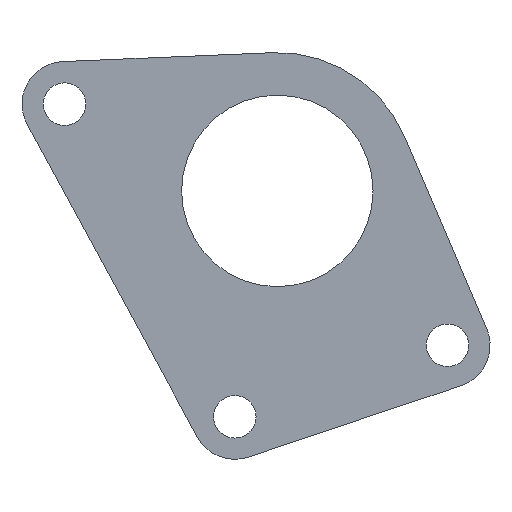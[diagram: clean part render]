
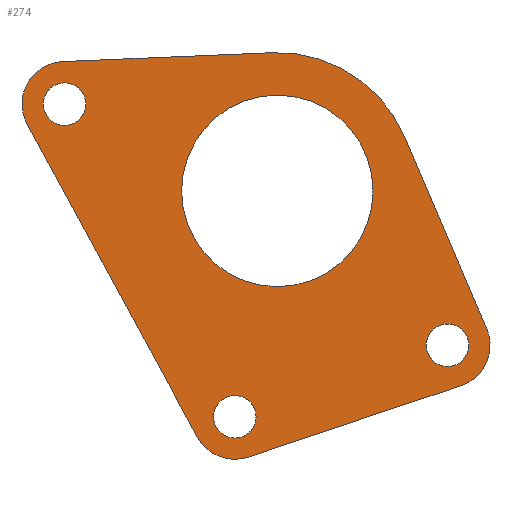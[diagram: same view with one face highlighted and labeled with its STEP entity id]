
A CAD part, left-side view. The second image highlights one B-rep face of the part: STEP entity #274.
In plain terms, the highlighted planar face has unit normal (-1, 0, 0).
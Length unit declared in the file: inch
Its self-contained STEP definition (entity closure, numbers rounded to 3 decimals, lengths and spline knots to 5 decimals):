
#19=FACE_BOUND('',#61,.T.);
#20=FACE_BOUND('',#62,.T.);
#21=FACE_BOUND('',#63,.T.);
#22=FACE_BOUND('',#64,.T.);
#28=PLANE('',#326);
#42=FACE_OUTER_BOUND('',#60,.T.);
#60=EDGE_LOOP('',(#241,#242,#243,#244,#245,#246,#247,#248));
#61=EDGE_LOOP('',(#249));
#62=EDGE_LOOP('',(#250));
#63=EDGE_LOOP('',(#251));
#64=EDGE_LOOP('',(#252));
#69=LINE('',#437,#89);
#74=LINE('',#451,#94);
#78=LINE('',#463,#98);
#82=LINE('',#475,#102);
#89=VECTOR('',#359,0.3937);
#94=VECTOR('',#372,0.3937);
#98=VECTOR('',#384,0.3937);
#102=VECTOR('',#396,0.3937);
#106=CIRCLE('',#299,0.5625);
#108=CIRCLE('',#302,0.125);
#110=CIRCLE('',#305,0.125);
#112=CIRCLE('',#308,0.125);
#113=CIRCLE('',#311,0.25);
#115=CIRCLE('',#315,0.25);
#117=CIRCLE('',#319,0.25);
#119=CIRCLE('',#323,0.8125);
#122=VERTEX_POINT('',#413);
#124=VERTEX_POINT('',#419);
#126=VERTEX_POINT('',#425);
#128=VERTEX_POINT('',#431);
#129=VERTEX_POINT('',#435);
#130=VERTEX_POINT('',#436);
#133=VERTEX_POINT('',#444);
#135=VERTEX_POINT('',#450);
#137=VERTEX_POINT('',#456);
#139=VERTEX_POINT('',#462);
#141=VERTEX_POINT('',#468);
#143=VERTEX_POINT('',#474);
#147=EDGE_CURVE('',#122,#122,#106,.T.);
#150=EDGE_CURVE('',#124,#124,#108,.T.);
#153=EDGE_CURVE('',#126,#126,#110,.T.);
#156=EDGE_CURVE('',#128,#128,#112,.T.);
#157=EDGE_CURVE('',#129,#130,#69,.T.);
#161=EDGE_CURVE('',#133,#129,#113,.T.);
#164=EDGE_CURVE('',#135,#133,#74,.T.);
#167=EDGE_CURVE('',#137,#135,#115,.T.);
#170=EDGE_CURVE('',#139,#137,#78,.T.);
#173=EDGE_CURVE('',#141,#139,#117,.T.);
#176=EDGE_CURVE('',#143,#141,#82,.T.);
#179=EDGE_CURVE('',#130,#143,#119,.T.);
#241=ORIENTED_EDGE('',*,*,#179,.F.);
#242=ORIENTED_EDGE('',*,*,#157,.F.);
#243=ORIENTED_EDGE('',*,*,#161,.F.);
#244=ORIENTED_EDGE('',*,*,#164,.F.);
#245=ORIENTED_EDGE('',*,*,#167,.F.);
#246=ORIENTED_EDGE('',*,*,#170,.F.);
#247=ORIENTED_EDGE('',*,*,#173,.F.);
#248=ORIENTED_EDGE('',*,*,#176,.F.);
#249=ORIENTED_EDGE('',*,*,#156,.F.);
#250=ORIENTED_EDGE('',*,*,#153,.F.);
#251=ORIENTED_EDGE('',*,*,#150,.F.);
#252=ORIENTED_EDGE('',*,*,#147,.F.);
#274=ADVANCED_FACE('',(#42,#19,#20,#21,#22),#28,.F.);
#299=AXIS2_PLACEMENT_3D('',#415,#334,#335);
#302=AXIS2_PLACEMENT_3D('',#421,#341,#342);
#305=AXIS2_PLACEMENT_3D('',#427,#348,#349);
#308=AXIS2_PLACEMENT_3D('',#433,#355,#356);
#311=AXIS2_PLACEMENT_3D('',#445,#365,#366);
#315=AXIS2_PLACEMENT_3D('',#457,#377,#378);
#319=AXIS2_PLACEMENT_3D('',#469,#389,#390);
#323=AXIS2_PLACEMENT_3D('',#480,#401,#402);
#326=AXIS2_PLACEMENT_3D('',#483,#407,#408);
#334=DIRECTION('center_axis',(-1.,0.,0.));
#335=DIRECTION('ref_axis',(0.,-1.,0.));
#341=DIRECTION('center_axis',(-1.,0.,0.));
#342=DIRECTION('ref_axis',(0.,-1.,0.));
#348=DIRECTION('center_axis',(-1.,0.,0.));
#349=DIRECTION('ref_axis',(0.,-1.,0.));
#355=DIRECTION('center_axis',(-1.,0.,0.));
#356=DIRECTION('ref_axis',(0.,-1.,0.));
#359=DIRECTION('',(0.,-0.999,0.042));
#365=DIRECTION('center_axis',(1.,0.,0.));
#366=DIRECTION('ref_axis',(0.,0.878,-0.478));
#372=DIRECTION('',(0.,0.478,0.878));
#377=DIRECTION('center_axis',(1.,0.,0.));
#378=DIRECTION('ref_axis',(0.,-0.398,-0.917));
#384=DIRECTION('',(0.,0.948,-0.318));
#389=DIRECTION('center_axis',(1.,0.,0.));
#390=DIRECTION('ref_axis',(0.,-0.919,0.393));
#396=DIRECTION('',(0.,-0.393,-0.919));
#401=DIRECTION('center_axis',(1.,0.,0.));
#402=DIRECTION('ref_axis',(0.,0.042,0.999));
#407=DIRECTION('center_axis',(1.,0.,0.));
#408=DIRECTION('ref_axis',(0.,0.,-1.));
#413=CARTESIAN_POINT('',(0.,2.1875,6.97342));
#415=CARTESIAN_POINT('Origin',(0.,1.625,6.97342));
#419=CARTESIAN_POINT('',(0.,3.,7.48333));
#421=CARTESIAN_POINT('Origin',(0.,2.875,7.48333));
#425=CARTESIAN_POINT('',(0.,0.75,6.06651));
#427=CARTESIAN_POINT('Origin',(0.,0.625,6.06651));
#431=CARTESIAN_POINT('',(0.,2.,5.64678));
#433=CARTESIAN_POINT('Origin',(0.,1.875,5.64678));
#435=CARTESIAN_POINT('',(0.,2.88561,7.7331));
#436=CARTESIAN_POINT('',(0.,1.65949,7.78519));
#437=CARTESIAN_POINT('',(0.,2.88561,7.7331));
#444=CARTESIAN_POINT('',(0.,3.09456,7.36378));
#445=CARTESIAN_POINT('Origin',(0.,2.875,7.48333));
#450=CARTESIAN_POINT('',(0.,2.09456,5.52722));
#451=CARTESIAN_POINT('',(0.,2.09456,5.52722));
#456=CARTESIAN_POINT('',(0.,1.79542,5.40978));
#457=CARTESIAN_POINT('Origin',(0.,1.875,5.64678));
#462=CARTESIAN_POINT('',(0.,0.54542,5.82951));
#463=CARTESIAN_POINT('',(0.,0.54542,5.82951));
#468=CARTESIAN_POINT('',(0.,0.39517,6.16487));
#469=CARTESIAN_POINT('Origin',(0.,0.625,6.06651));
#474=CARTESIAN_POINT('',(0.,0.87804,7.29311));
#475=CARTESIAN_POINT('',(0.,0.87804,7.29311));
#480=CARTESIAN_POINT('Origin',(0.,1.625,6.97342));
#483=CARTESIAN_POINT('Origin',(0.,1.75,6.59135));
